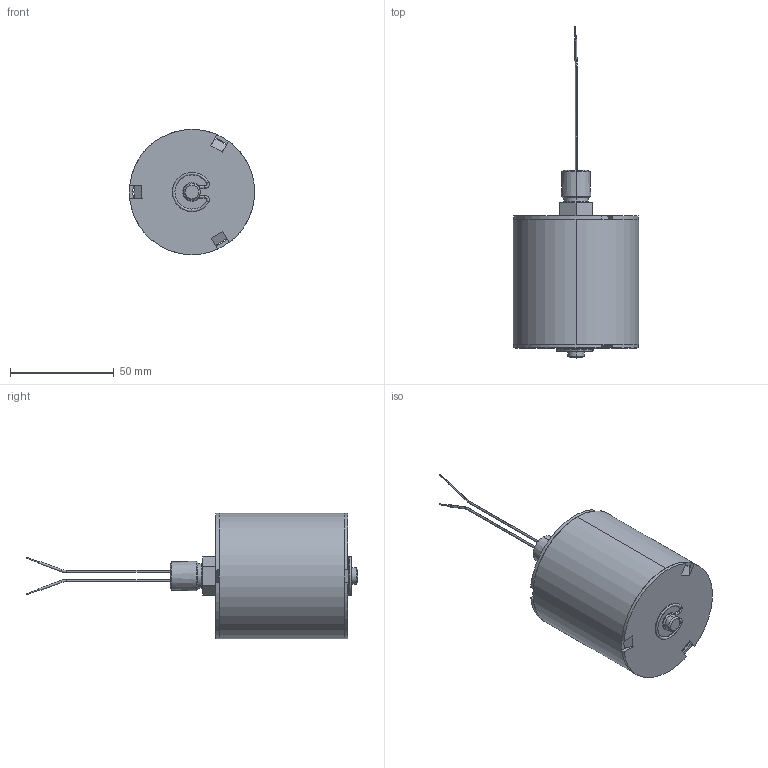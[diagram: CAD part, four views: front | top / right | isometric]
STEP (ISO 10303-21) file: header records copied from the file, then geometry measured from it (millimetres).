
FILE_DESCRIPTION (( 'STEP AP214' ), '1' );
FILE_NAME ('FLS-VL-040.STEP', '2014-01-31T18:39:41', ( '' ), ( '' ), 'SwSTEP 2.0', 'SolidWorks 2013', '' );
FILE_SCHEMA (( 'AUTOMOTIVE_DESIGN' ));
Length unit declared in the file: inch
Products named in the file (1): FLS-VL-040
Bounding box: 60.33 x 159.75 x 60.33 mm (x, y, z)
Volume: 34827.7 mm3; surface area: 39298.5 mm2
Topology: 8 solids, 8 shells, 155 faces, 368 edges, 236 vertices
Faces by surface type: plane 75, cylinder 44, bspline 22, cone 8, torus 6
Entity records: 4891 total; most frequent: CARTESIAN_POINT 1202, DIRECTION 744, ORIENTED_EDGE 736, EDGE_CURVE 368, AXIS2_PLACEMENT_3D 274, VERTEX_POINT 236, LINE 196, VECTOR 196
